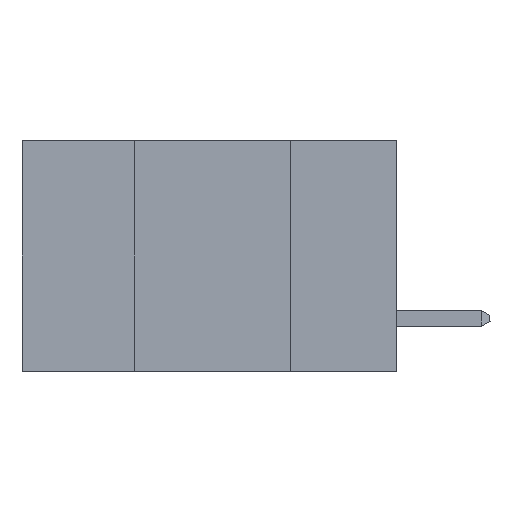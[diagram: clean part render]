
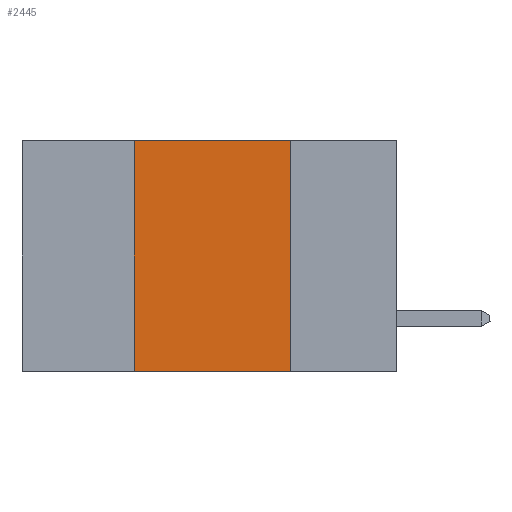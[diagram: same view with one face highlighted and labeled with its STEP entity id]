
A CAD part, left-side view. The second image highlights one B-rep face of the part: STEP entity #2445.
In plain terms, the highlighted planar face has unit normal (-1, 0, 0).
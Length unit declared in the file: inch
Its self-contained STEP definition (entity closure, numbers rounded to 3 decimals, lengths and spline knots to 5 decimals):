
#58 = DIRECTION ( 'NONE',  ( 0., -1., 0. ) ) ;
#117 = ORIENTED_EDGE ( 'NONE', *, *, #2846, .F. ) ;
#503 = CARTESIAN_POINT ( 'NONE',  ( 0., 0.42, 0. ) ) ;
#589 = VECTOR ( 'NONE', #58, 39.37008 ) ;
#883 = PLANE ( 'NONE',  #5274 ) ;
#904 = DIRECTION ( 'NONE',  ( 0., -1., 0. ) ) ;
#1024 = VERTEX_POINT ( 'NONE', #2124 ) ;
#1318 = LINE ( 'NONE', #6924, #589 ) ;
#1524 = VERTEX_POINT ( 'NONE', #5464 ) ;
#2122 = ORIENTED_EDGE ( 'NONE', *, *, #3753, .F. ) ;
#2124 = CARTESIAN_POINT ( 'NONE',  ( 0., 0.42, 0. ) ) ;
#2445 = ADVANCED_FACE ( 'NONE', ( #11138 ), #883, .F. ) ;
#2602 = CARTESIAN_POINT ( 'NONE',  ( 0., 0.17, -0.37 ) ) ;
#2632 = CARTESIAN_POINT ( 'NONE',  ( 0., 0.17, 0. ) ) ;
#2846 = EDGE_CURVE ( 'NONE', #7863, #5966, #8708, .T. ) ;
#3138 = VECTOR ( 'NONE', #6250, 39.37008 ) ;
#3160 = VECTOR ( 'NONE', #904, 39.37008 ) ;
#3753 = EDGE_CURVE ( 'NONE', #1024, #7863, #6209, .T. ) ;
#4712 = ORIENTED_EDGE ( 'NONE', *, *, #9102, .F. ) ;
#4821 = ORIENTED_EDGE ( 'NONE', *, *, #10158, .T. ) ;
#5274 = AXIS2_PLACEMENT_3D ( 'NONE', #9989, #10966, #10881 ) ;
#5464 = CARTESIAN_POINT ( 'NONE',  ( 0., 0.42, -0.37 ) ) ;
#5966 = VERTEX_POINT ( 'NONE', #2602 ) ;
#6209 = LINE ( 'NONE', #10729, #3160 ) ;
#6250 = DIRECTION ( 'NONE',  ( 0., 0., 1. ) ) ;
#6529 = LINE ( 'NONE', #503, #3138 ) ;
#6924 = CARTESIAN_POINT ( 'NONE',  ( 0., 0.6, -0.37 ) ) ;
#7863 = VERTEX_POINT ( 'NONE', #2632 ) ;
#8443 = CARTESIAN_POINT ( 'NONE',  ( 0., 0.17, 0. ) ) ;
#8708 = LINE ( 'NONE', #8443, #13960 ) ;
#8858 = DIRECTION ( 'NONE',  ( 0., 0., -1. ) ) ;
#9102 = EDGE_CURVE ( 'NONE', #1524, #1024, #6529, .T. ) ;
#9989 = CARTESIAN_POINT ( 'NONE',  ( 0., 0.6, 0. ) ) ;
#10158 = EDGE_CURVE ( 'NONE', #1524, #5966, #1318, .T. ) ;
#10729 = CARTESIAN_POINT ( 'NONE',  ( 0., 0.6, 0. ) ) ;
#10881 = DIRECTION ( 'NONE',  ( 0., 0., -1. ) ) ;
#10926 = EDGE_LOOP ( 'NONE', ( #117, #2122, #4712, #4821 ) ) ;
#10966 = DIRECTION ( 'NONE',  ( 1., 0., 0. ) ) ;
#11138 = FACE_OUTER_BOUND ( 'NONE', #10926, .T. ) ;
#13960 = VECTOR ( 'NONE', #8858, 39.37008 ) ;
